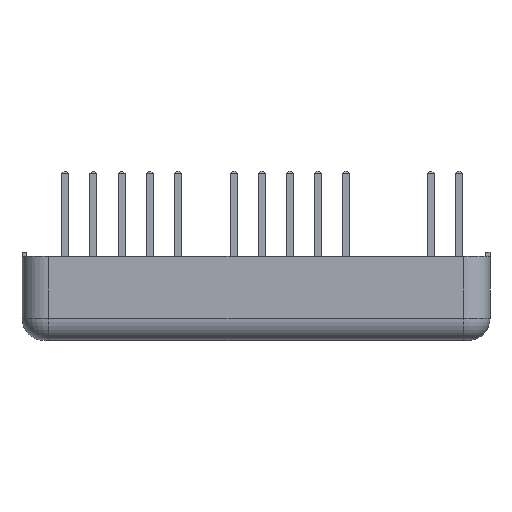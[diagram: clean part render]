
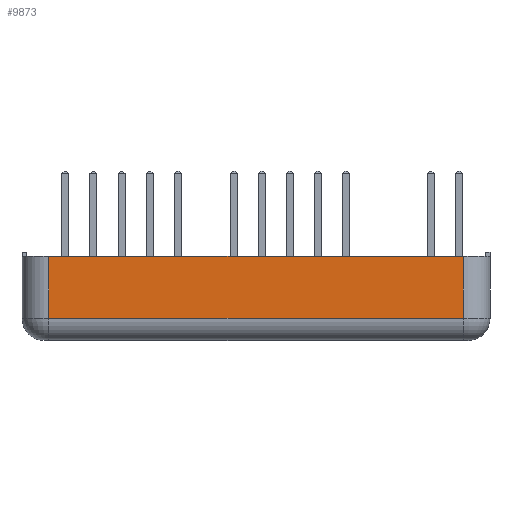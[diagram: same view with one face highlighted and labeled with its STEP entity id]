
A CAD part, front view. The second image highlights one B-rep face of the part: STEP entity #9873.
In plain terms, the highlighted planar face has unit normal (0, -1, 0).
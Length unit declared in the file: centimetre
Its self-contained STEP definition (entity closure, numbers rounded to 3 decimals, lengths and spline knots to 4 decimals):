
#143=PLANE('',#10503);
#573=VECTOR('',#11114,1.);
#643=VECTOR('',#11279,1.);
#644=VECTOR('',#11281,1.);
#645=VECTOR('',#11282,1.);
#1843=LINE('',#13209,#573);
#1913=LINE('',#13404,#643);
#1914=LINE('',#13406,#644);
#1915=LINE('',#13408,#645);
#3117=VERTEX_POINT('',#13200);
#3120=VERTEX_POINT('',#13210);
#3192=VERTEX_POINT('',#13403);
#3193=VERTEX_POINT('',#13407);
#4137=EDGE_CURVE('',#3117,#3120,#1843,.T.);
#4238=EDGE_CURVE('',#3120,#3192,#1913,.T.);
#4239=EDGE_CURVE('',#3193,#3192,#1914,.T.);
#4240=EDGE_CURVE('',#3193,#3117,#1915,.T.);
#5784=ORIENTED_EDGE('',*,*,#4239,.T.);
#5785=ORIENTED_EDGE('',*,*,#4238,.F.);
#5786=ORIENTED_EDGE('',*,*,#4137,.F.);
#5787=ORIENTED_EDGE('',*,*,#4240,.F.);
#8573=EDGE_LOOP('',(#5784,#5785,#5786,#5787));
#9225=FACE_BOUND('',#8573,.T.);
#9873=ADVANCED_FACE('',(#9225),#143,.T.);
#10503=AXIS2_PLACEMENT_3D('',#13405,#11280,$);
#11114=DIRECTION('',(-1.,0.,0.));
#11279=DIRECTION('',(0.,0.,1.));
#11280=DIRECTION('',(0.,-1.,0.));
#11281=DIRECTION('',(-1.,0.,0.));
#11282=DIRECTION('',(0.,0.,-1.));
#13200=CARTESIAN_POINT('',(1.875,-1.6,0.2));
#13209=CARTESIAN_POINT('',(0.,-1.6,0.2));
#13210=CARTESIAN_POINT('',(-1.875,-1.6,0.2));
#13403=CARTESIAN_POINT('',(-1.875,-1.6,0.76));
#13404=CARTESIAN_POINT('',(-1.875,-1.6,0.));
#13405=CARTESIAN_POINT('',(0.,-1.6,0.));
#13406=CARTESIAN_POINT('',(1.6245,-1.6,0.76));
#13407=CARTESIAN_POINT('',(1.875,-1.6,0.76));
#13408=CARTESIAN_POINT('',(1.875,-1.6,0.));
